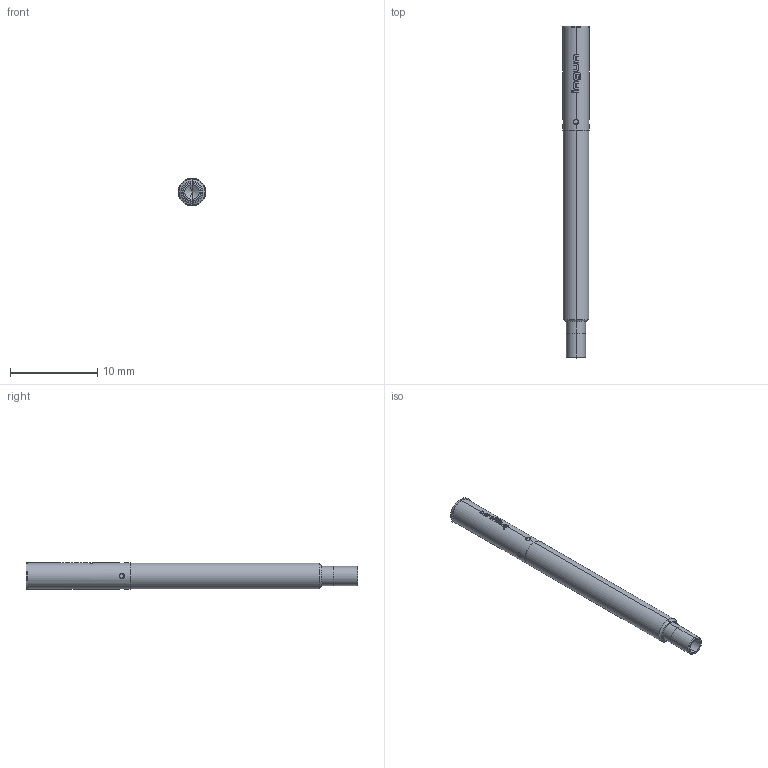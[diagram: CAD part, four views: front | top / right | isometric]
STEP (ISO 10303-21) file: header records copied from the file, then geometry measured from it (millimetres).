
FILE_DESCRIPTION (( 'STEP AP203' ), '1' );
FILE_NAME ('INGUN_KS-465_M2.5-F.STEP', '2022-02-09T05:30:43', ( 'ochi' ), ( '' ), 'SwSTEP 2.0', 'SolidWorks 2018', '' );
FILE_SCHEMA (( 'CONFIG_CONTROL_DESIGN' ));
Length unit declared in the file: millimetre
Products named in the file (1): INGUN_KS-465_M2.5-F
Bounding box: 3.2 x 38.1 x 3.2 mm (x, y, z)
Volume: 248.9 mm3; surface area: 372 mm2
Topology: 1 solids, 1 shells, 117 faces, 318 edges, 207 vertices
Faces by surface type: plane 48, cylinder 31, bspline 30, cone 6, torus 2
Entity records: 4321 total; most frequent: CARTESIAN_POINT 1477, ORIENTED_EDGE 632, DIRECTION 514, EDGE_CURVE 316, AXIS2_PLACEMENT_3D 208, VERTEX_POINT 207, EDGE_LOOP 123, CIRCLE 120
